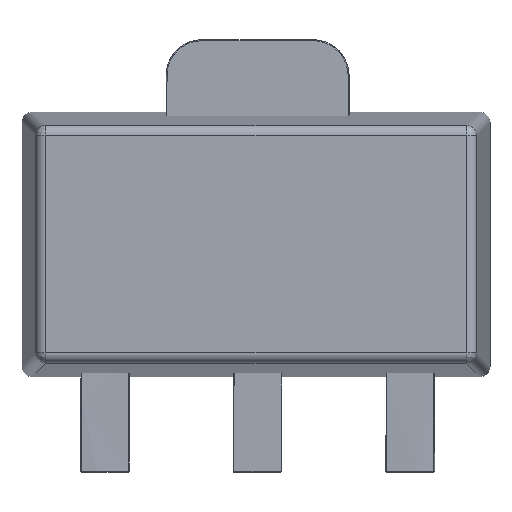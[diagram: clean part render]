
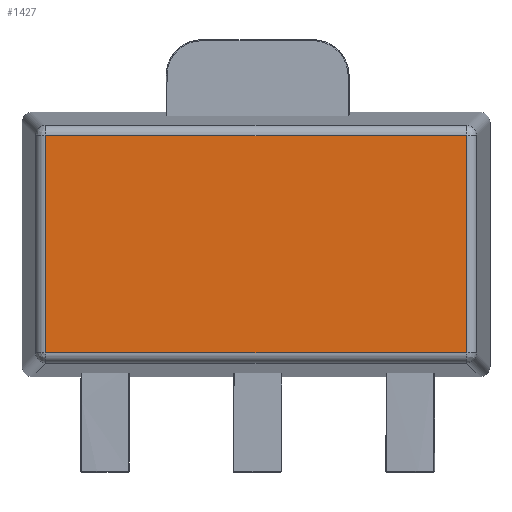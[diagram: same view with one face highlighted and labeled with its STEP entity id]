
A CAD part, top view. The second image highlights one B-rep face of the part: STEP entity #1427.
In plain terms, the highlighted planar face has unit normal (0, 0, 1).
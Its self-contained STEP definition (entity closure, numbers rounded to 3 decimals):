
#80 = CARTESIAN_POINT ( 'NONE',  ( -2.768, 1.05, 1.6 ) ) ;
#115 = CARTESIAN_POINT ( 'NONE',  ( -0.7, 1.7, 1.6 ) ) ;
#121 = EDGE_LOOP ( 'NONE', ( #908, #1766, #1190, #2614 ) ) ;
#155 = VECTOR ( 'NONE', #1756, 1000. ) ;
#469 = LINE ( 'NONE', #1023, #3072 ) ;
#484 = EDGE_CURVE ( 'NONE', #1386, #2741, #931, .T. ) ;
#544 = CARTESIAN_POINT ( 'NONE',  ( 0.45, 0.632, 1.6 ) ) ;
#600 = LINE ( 'NONE', #80, #2842 ) ;
#789 = DIRECTION ( 'NONE',  ( 0., 1., 0. ) ) ;
#815 = CARTESIAN_POINT ( 'NONE',  ( -1.85, 2.768, 1.6 ) ) ;
#873 = AXIS2_PLACEMENT_3D ( 'NONE', #115, #1075, #2029 ) ;
#908 = ORIENTED_EDGE ( 'NONE', *, *, #484, .F. ) ;
#931 = LINE ( 'NONE', #544, #155 ) ;
#949 = CARTESIAN_POINT ( 'NONE',  ( -2.768, 2.768, 1.6 ) ) ;
#1023 = CARTESIAN_POINT ( 'NONE',  ( 1.368, 2.35, 1.6 ) ) ;
#1075 = DIRECTION ( 'NONE',  ( 0., 0., 1. ) ) ;
#1160 = VECTOR ( 'NONE', #2247, 1000. ) ;
#1190 = ORIENTED_EDGE ( 'NONE', *, *, #2080, .F. ) ;
#1192 = CARTESIAN_POINT ( 'NONE',  ( 1.368, 2.768, 1.6 ) ) ;
#1386 = VERTEX_POINT ( 'NONE', #1743 ) ;
#1427 = ADVANCED_FACE ( 'NONE', ( #2584 ), #2524, .T. ) ;
#1743 = CARTESIAN_POINT ( 'NONE',  ( 1.368, 0.632, 1.6 ) ) ;
#1756 = DIRECTION ( 'NONE',  ( -1., 0., 0. ) ) ;
#1766 = ORIENTED_EDGE ( 'NONE', *, *, #1913, .F. ) ;
#1913 = EDGE_CURVE ( 'NONE', #2405, #1386, #469, .T. ) ;
#2029 = DIRECTION ( 'NONE',  ( 1., 0., 0. ) ) ;
#2080 = EDGE_CURVE ( 'NONE', #2402, #2405, #2187, .T. ) ;
#2187 = LINE ( 'NONE', #815, #1160 ) ;
#2247 = DIRECTION ( 'NONE',  ( 1., 0., 0. ) ) ;
#2402 = VERTEX_POINT ( 'NONE', #949 ) ;
#2405 = VERTEX_POINT ( 'NONE', #1192 ) ;
#2524 = PLANE ( 'NONE',  #873 ) ;
#2584 = FACE_OUTER_BOUND ( 'NONE', #121, .T. ) ;
#2595 = EDGE_CURVE ( 'NONE', #2741, #2402, #600, .T. ) ;
#2614 = ORIENTED_EDGE ( 'NONE', *, *, #2595, .F. ) ;
#2666 = DIRECTION ( 'NONE',  ( 0., -1., 0. ) ) ;
#2741 = VERTEX_POINT ( 'NONE', #2921 ) ;
#2842 = VECTOR ( 'NONE', #789, 1000. ) ;
#2921 = CARTESIAN_POINT ( 'NONE',  ( -2.768, 0.632, 1.6 ) ) ;
#3072 = VECTOR ( 'NONE', #2666, 1000. ) ;
